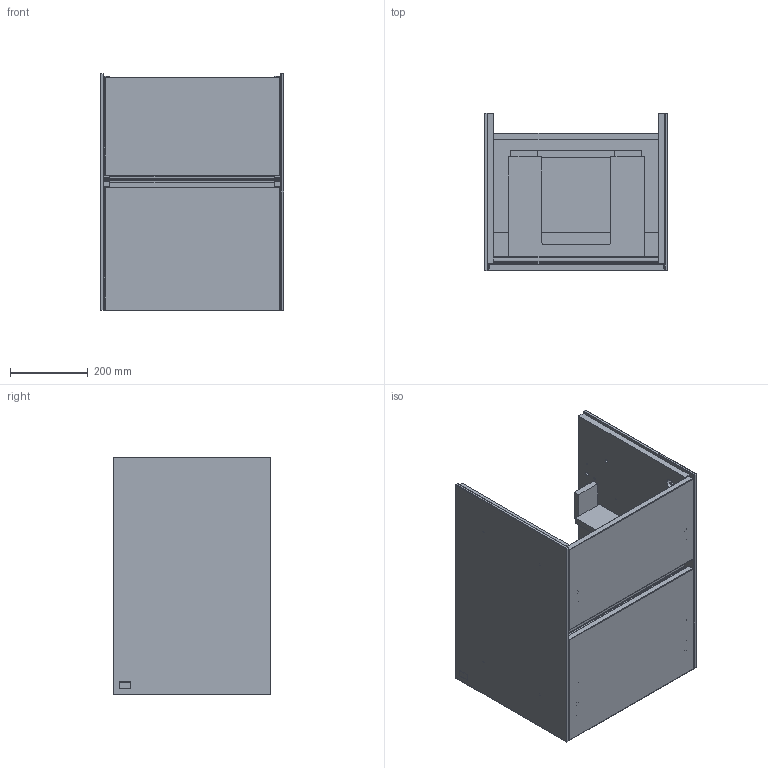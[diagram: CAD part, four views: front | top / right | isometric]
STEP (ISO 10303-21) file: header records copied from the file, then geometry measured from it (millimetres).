
FILE_DESCRIPTION((' '),'2;1');
FILE_NAME('C141B0.stp','2022-10-06T09:57:52',(' '),(' '),' ','ACIS',' ');
FILE_SCHEMA(('CONFIG_CONTROL_DESIGN'));
Length unit declared in the file: millimetre
Products named in the file (19): C141B0.stp; Körper1; Körper2; Körper3; Körper4; Körper5; Körper6; Körper7; Körper8; Körper9; Körper10; Körper11; Körper12; Körper13; Körper14; Körper15; Körper16; Körper17; Körper18
Assembly tree (18 placements, depth 2):
  C141B0.stp
    Körper1
    Körper2
    Körper3
    Körper4
    Körper5
    Körper6
    Körper7
    Körper8
    Körper9
    Körper10
    Körper11
    Körper12
    Körper13
    Körper14
    Körper15
    Körper16
    Körper17
    Körper18
Bounding box: 473 x 404 x 609.5 mm (x, y, z)
Volume: 22861240.4 mm3; surface area: 3826050.7 mm2
Topology: 18 solids, 18 shells, 1531 faces, 4142 edges, 2740 vertices
Faces by surface type: plane 1378, cylinder 149, sphere 4
Full cylindrical faces by diameter (mm): 3 x14, 5 x23, 8 x34, 8.02 x25, 10 x12
Entity records: 49286 total; most frequent: CARTESIAN_POINT 8294, ORIENTED_EDGE 8016, DIRECTION 7446, EDGE_CURVE 4008, VECTOR 3706, LINE 3706, VERTEX_POINT 2718, AXIS2_PLACEMENT_3D 1870
